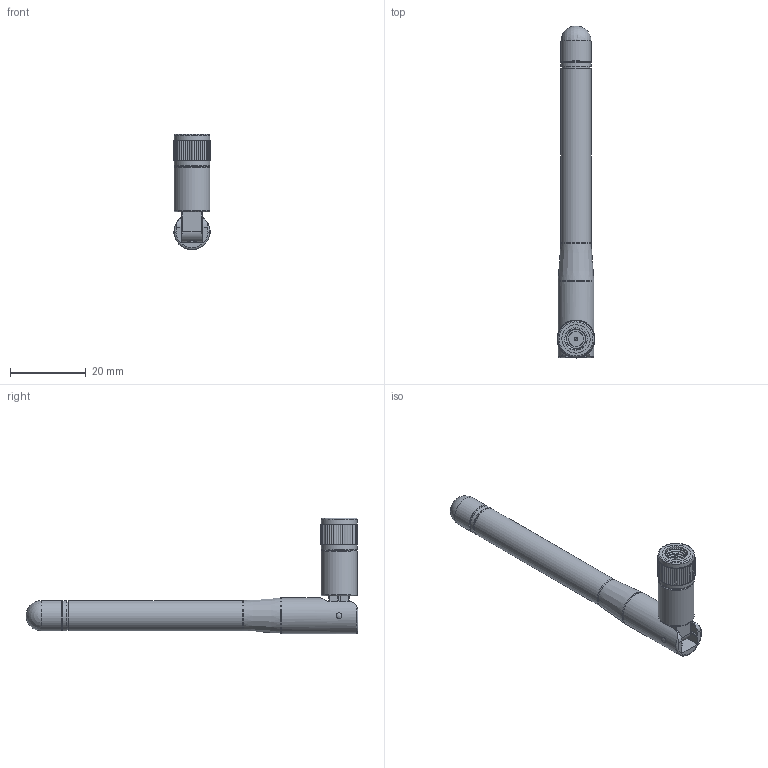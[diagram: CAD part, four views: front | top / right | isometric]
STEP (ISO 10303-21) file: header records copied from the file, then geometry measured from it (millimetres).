
FILE_DESCRIPTION (( 'STEP AP203' ), '1' );
FILE_NAME ('Antenna.STEP', '2018-02-28T19:21:12', ( '' ), ( '' ), 'SwSTEP 2.0', 'SolidWorks 2016', '' );
FILE_SCHEMA (( 'CONFIG_CONTROL_DESIGN' ));
Length unit declared in the file: millimetre
Products named in the file (8): Antenna; Bottom_Radio_Antenna; Top_Radio_Antenna; Screw_Radio_Antenna; Insert_Radio_Antenna; Pin_Radio_Antenna; Wire_Top_Radio_Antenna; Wire_Radio_Antenna
Assembly tree (8 placements, depth 2):
  Antenna
    Bottom_Radio_Antenna
    Top_Radio_Antenna
    Screw_Radio_Antenna
    Insert_Radio_Antenna
    Pin_Radio_Antenna  x2
    Wire_Top_Radio_Antenna
    Wire_Radio_Antenna
Bounding box: 10 x 87.87 x 30.5 mm (x, y, z)
Volume: 6136.9 mm3; surface area: 5651.4 mm2
Topology: 8 solids, 8 shells, 286 faces, 616 edges, 401 vertices
Faces by surface type: plane 155, cylinder 110, torus 12, bspline 4, sphere 3, cone 2
Full cylindrical faces by diameter (mm): 0.9 x2, 1.5 x6, 2 x4, 4 x3, 6 x4, 7.5 x6, 8 x3, 8.5 x2, 9.5 x3
Entity records: 9385 total; most frequent: CARTESIAN_POINT 2427, DIRECTION 1396, ORIENTED_EDGE 1092, AXIS2_PLACEMENT_3D 599, EDGE_CURVE 546, EDGE_LOOP 392, VERTEX_POINT 380, FACE_OUTER_BOUND 317
